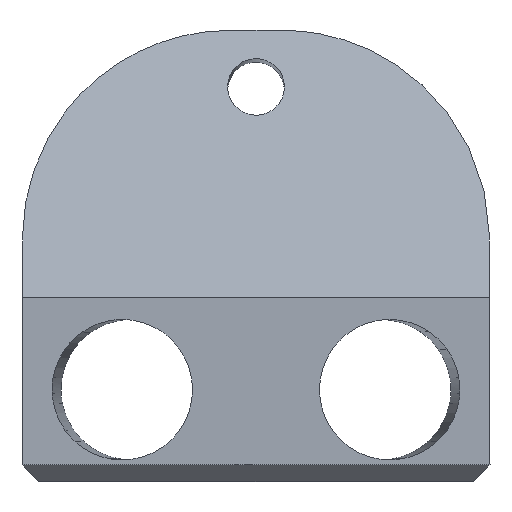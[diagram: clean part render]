
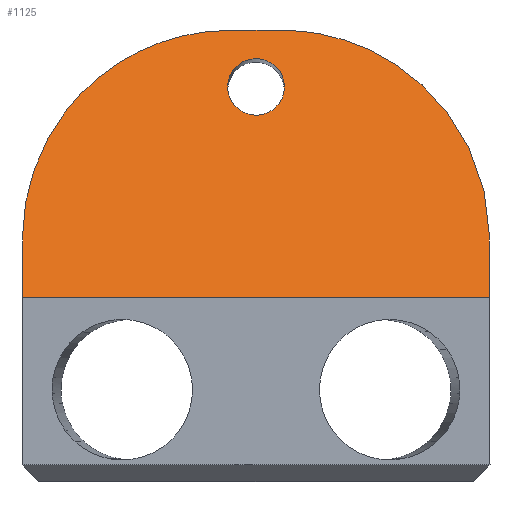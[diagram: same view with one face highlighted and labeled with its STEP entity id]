
A CAD part, left-side view. The second image highlights one B-rep face of the part: STEP entity #1125.
In plain terms, the highlighted planar face has unit normal (-0.707, 0, 0.707).
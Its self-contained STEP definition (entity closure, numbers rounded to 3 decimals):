
#19=FACE_BOUND('',#146,.T.);
#25=PLANE('',#1296);
#85=FACE_OUTER_BOUND('',#145,.T.);
#145=EDGE_LOOP('',(#881,#882,#883,#884,#885,#886));
#146=EDGE_LOOP('',(#887));
#213=LINE('',#1999,#287);
#214=LINE('',#2000,#288);
#215=LINE('',#2002,#289);
#216=LINE('',#2003,#290);
#287=VECTOR('',#1653,1.);
#288=VECTOR('',#1654,1.);
#289=VECTOR('',#1655,1.);
#290=VECTOR('',#1656,1.);
#402=ELLIPSE('',#1289,1.194,0.85);
#403=ELLIPSE('',#1291,8.698,6.15);
#406=ELLIPSE('',#1295,8.698,6.15);
#498=VERTEX_POINT('',#1976);
#499=VERTEX_POINT('',#1980);
#500=VERTEX_POINT('',#1981);
#504=VERTEX_POINT('',#1990);
#506=VERTEX_POINT('',#1994);
#507=VERTEX_POINT('',#1998);
#508=VERTEX_POINT('',#2001);
#656=EDGE_CURVE('',#498,#498,#402,.T.);
#657=EDGE_CURVE('',#499,#500,#403,.T.);
#664=EDGE_CURVE('',#504,#506,#406,.T.);
#665=EDGE_CURVE('',#504,#507,#213,.T.);
#666=EDGE_CURVE('',#499,#506,#214,.T.);
#667=EDGE_CURVE('',#508,#500,#215,.T.);
#668=EDGE_CURVE('',#507,#508,#216,.T.);
#881=ORIENTED_EDGE('',*,*,#665,.F.);
#882=ORIENTED_EDGE('',*,*,#664,.T.);
#883=ORIENTED_EDGE('',*,*,#666,.F.);
#884=ORIENTED_EDGE('',*,*,#657,.T.);
#885=ORIENTED_EDGE('',*,*,#667,.F.);
#886=ORIENTED_EDGE('',*,*,#668,.F.);
#887=ORIENTED_EDGE('',*,*,#656,.T.);
#1125=ADVANCED_FACE('',(#85,#19),#25,.T.);
#1289=AXIS2_PLACEMENT_3D('',#1978,#1633,#1634);
#1291=AXIS2_PLACEMENT_3D('',#1982,#1637,#1638);
#1295=AXIS2_PLACEMENT_3D('',#1996,#1649,#1650);
#1296=AXIS2_PLACEMENT_3D('',#1997,#1651,#1652);
#1633=DIRECTION('center_axis',(0.707,0.,
-0.707));
#1634=DIRECTION('ref_axis',(-0.707,0.,-0.707));
#1637=DIRECTION('center_axis',(-0.707,0.,
0.707));
#1638=DIRECTION('ref_axis',(-0.707,0.013,-0.707));
#1649=DIRECTION('center_axis',(-0.707,0.,
0.707));
#1650=DIRECTION('ref_axis',(-0.707,-0.013,-0.707));
#1651=DIRECTION('center_axis',(-0.707,0.,
0.707));
#1652=DIRECTION('ref_axis',(0.707,0.,0.707));
#1653=DIRECTION('',(-0.707,-0.006,-0.707));
#1654=DIRECTION('',(0.,-1.,0.));
#1655=DIRECTION('',(0.707,-0.006,0.707));
#1656=DIRECTION('',(0.,1.,0.));
#1976=CARTESIAN_POINT('',(-8.589,-0.85,5.571));
#1978=CARTESIAN_POINT('Origin',(-8.589,0.,5.571));
#1980=CARTESIAN_POINT('',(-6.897,0.779,7.264));
#1981=CARTESIAN_POINT('',(-13.047,6.984,1.114));
#1982=CARTESIAN_POINT('Origin',(-13.047,0.833,1.114));
#1990=CARTESIAN_POINT('',(-13.047,-6.984,1.114));
#1994=CARTESIAN_POINT('',(-6.897,-0.779,7.264));
#1996=CARTESIAN_POINT('Origin',(-13.047,-0.833,1.114));
#1997=CARTESIAN_POINT('Origin',(-8.659,-0.001,
5.502));
#1998=CARTESIAN_POINT('',(-14.897,-7.,-0.736));
#1999=CARTESIAN_POINT('',(-8.275,-6.941,5.886));
#2000=CARTESIAN_POINT('',(-6.897,0.,7.264));
#2001=CARTESIAN_POINT('',(-14.897,7.,-0.736));
#2002=CARTESIAN_POINT('',(-8.275,6.941,5.886));
#2003=CARTESIAN_POINT('',(-14.897,0.,-0.736));
